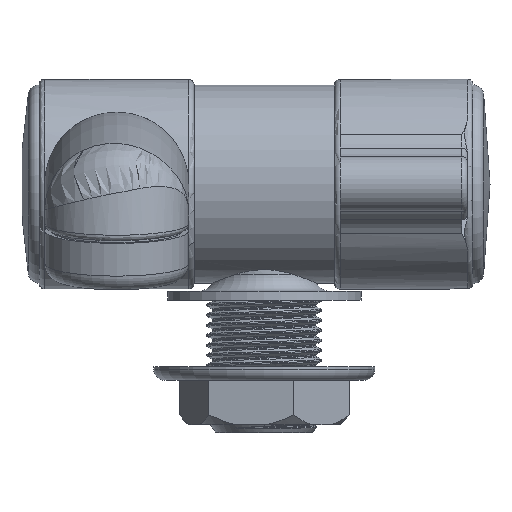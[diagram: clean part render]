
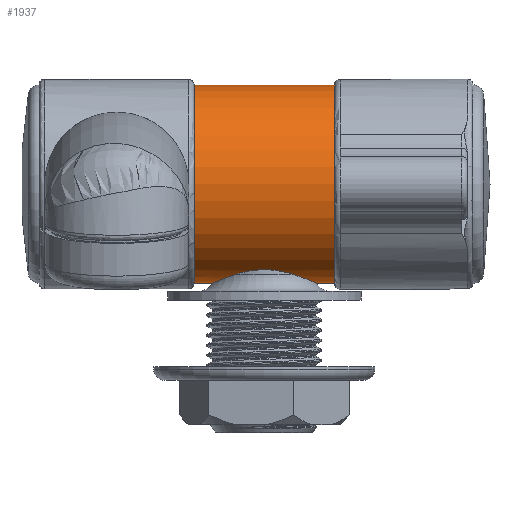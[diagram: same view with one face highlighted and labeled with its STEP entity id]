
A CAD part, front view. The second image highlights one B-rep face of the part: STEP entity #1937.
In plain terms, the highlighted cylindrical face has radius 17.9 mm (diameter 35.8 mm), a full revolution.
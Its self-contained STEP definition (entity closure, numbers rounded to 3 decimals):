
#136=FACE_BOUND('',#295,.T.);
#166=FACE_OUTER_BOUND('',#294,.T.);
#294=EDGE_LOOP('',(#1333,#1334,#1335,#1336));
#295=EDGE_LOOP('',(#1337,#1338,#1339,#1340,#1341));
#417=CIRCLE('',#2123,17.9);
#418=CIRCLE('',#2124,17.9);
#549=B_SPLINE_CURVE_WITH_KNOTS('',3,(#3732,#3733,#3734,#3735,#3736,#3737,
#3738,#3739,#3740,#3741),.UNSPECIFIED.,.F.,.F.,(4,2,2,2,4),(-1.723,
-1.425,-1.073,-0.93,-0.861),
 .UNSPECIFIED.);
#550=B_SPLINE_CURVE_WITH_KNOTS('',3,(#3743,#3744,#3745,#3746,#3747,#3748,
#3749,#3750,#3751,#3752),.UNSPECIFIED.,.F.,.F.,(4,2,2,2,4),(2.2,
2.422,2.768,3.115,3.337),
 .UNSPECIFIED.);
#551=B_SPLINE_CURVE_WITH_KNOTS('',3,(#3754,#3755,#3756,#3757,#3758,#3759,
#3760,#3761,#3762,#3763,#3764,#3765,#3766,#3767,#3768,#3769),
 .UNSPECIFIED.,.F.,.F.,(4,2,2,2,2,2,2,4),(-1.723,-1.425,
-1.073,-0.93,-0.828,-0.71,
-0.423,0.),.UNSPECIFIED.);
#552=B_SPLINE_CURVE_WITH_KNOTS('',3,(#3771,#3772,#3773,#3774,#3775,#3776,
#3777,#3778,#3779,#3780,#3781),.UNSPECIFIED.,.F.,.F.,(4,2,3,2,4),(-0.568,
-0.347,0.,0.347,0.568),.UNSPECIFIED.);
#553=B_SPLINE_CURVE_WITH_KNOTS('',3,(#3782,#3783,#3784,#3785,#3786,#3787,
#3788,#3789,#3790,#3791),.UNSPECIFIED.,.F.,.F.,(4,2,2,2,4),(-0.861,
-0.828,-0.71,-0.423,0.),
 .UNSPECIFIED.);
#635=LINE('',#3728,#713);
#713=VECTOR('',#2389,17.9);
#811=VERTEX_POINT('',#3725);
#812=VERTEX_POINT('',#3727);
#813=VERTEX_POINT('',#3730);
#814=VERTEX_POINT('',#3731);
#815=VERTEX_POINT('',#3742);
#816=VERTEX_POINT('',#3753);
#817=VERTEX_POINT('',#3770);
#1017=EDGE_CURVE('',#811,#811,#417,.T.);
#1018=EDGE_CURVE('',#811,#812,#635,.T.);
#1019=EDGE_CURVE('',#812,#812,#418,.T.);
#1020=EDGE_CURVE('',#813,#814,#549,.T.);
#1021=EDGE_CURVE('',#815,#813,#550,.T.);
#1022=EDGE_CURVE('',#816,#815,#551,.T.);
#1023=EDGE_CURVE('',#817,#816,#552,.T.);
#1024=EDGE_CURVE('',#814,#817,#553,.T.);
#1333=ORIENTED_EDGE('',*,*,#1017,.F.);
#1334=ORIENTED_EDGE('',*,*,#1018,.T.);
#1335=ORIENTED_EDGE('',*,*,#1019,.F.);
#1336=ORIENTED_EDGE('',*,*,#1018,.F.);
#1337=ORIENTED_EDGE('',*,*,#1020,.F.);
#1338=ORIENTED_EDGE('',*,*,#1021,.F.);
#1339=ORIENTED_EDGE('',*,*,#1022,.F.);
#1340=ORIENTED_EDGE('',*,*,#1023,.F.);
#1341=ORIENTED_EDGE('',*,*,#1024,.F.);
#1887=CYLINDRICAL_SURFACE('',#2122,17.9);
#1937=ADVANCED_FACE('',(#166,#136),#1887,.T.);
#2122=AXIS2_PLACEMENT_3D('',#3724,#2385,#2386);
#2123=AXIS2_PLACEMENT_3D('',#3726,#2387,#2388);
#2124=AXIS2_PLACEMENT_3D('',#3729,#2390,#2391);
#2385=DIRECTION('center_axis',(1.,0.,0.));
#2386=DIRECTION('ref_axis',(0.,1.,0.));
#2387=DIRECTION('center_axis',(1.,0.,0.));
#2388=DIRECTION('ref_axis',(0.,1.,0.));
#2389=DIRECTION('',(-1.,0.,0.));
#2390=DIRECTION('center_axis',(-1.,0.,0.));
#2391=DIRECTION('ref_axis',(0.,1.,0.));
#3724=CARTESIAN_POINT('Origin',(0.,0.,21.));
#3725=CARTESIAN_POINT('',(12.7,-17.9,21.));
#3726=CARTESIAN_POINT('Origin',(12.7,0.,21.));
#3727=CARTESIAN_POINT('',(-12.7,-17.9,21.));
#3728=CARTESIAN_POINT('',(0.,-17.9,21.));
#3729=CARTESIAN_POINT('Origin',(-12.7,0.,21.));
#3730=CARTESIAN_POINT('',(5.436,7.173,4.6));
#3731=CARTESIAN_POINT('',(9.402,0.,3.1));
#3732=CARTESIAN_POINT('Ctrl Pts',(5.436,7.173,4.6));
#3733=CARTESIAN_POINT('Ctrl Pts',(6.202,6.593,4.346));
#3734=CARTESIAN_POINT('Ctrl Pts',(6.905,5.907,4.084));
#3735=CARTESIAN_POINT('Ctrl Pts',(8.202,4.242,3.585));
#3736=CARTESIAN_POINT('Ctrl Pts',(8.77,3.212,3.354));
#3737=CARTESIAN_POINT('Ctrl Pts',(9.231,1.635,3.169));
#3738=CARTESIAN_POINT('Ctrl Pts',(9.323,1.167,3.132));
#3739=CARTESIAN_POINT('Ctrl Pts',(9.391,0.461,3.104));
#3740=CARTESIAN_POINT('Ctrl Pts',(9.402,0.23,3.1));
#3741=CARTESIAN_POINT('Ctrl Pts',(9.402,0.,
3.1));
#3742=CARTESIAN_POINT('',(-5.436,7.173,4.6));
#3743=CARTESIAN_POINT('Ctrl Pts',(-5.436,7.173,4.6));
#3744=CARTESIAN_POINT('Ctrl Pts',(-4.844,7.621,4.796));
#3745=CARTESIAN_POINT('Ctrl Pts',(-4.18,8.007,4.987));
#3746=CARTESIAN_POINT('Ctrl Pts',(-2.369,8.765,5.384));
#3747=CARTESIAN_POINT('Ctrl Pts',(-1.155,9.,5.527));
#3748=CARTESIAN_POINT('Ctrl Pts',(1.155,9.,5.527));
#3749=CARTESIAN_POINT('Ctrl Pts',(2.369,8.765,5.384));
#3750=CARTESIAN_POINT('Ctrl Pts',(4.18,8.007,4.987));
#3751=CARTESIAN_POINT('Ctrl Pts',(4.844,7.621,4.796));
#3752=CARTESIAN_POINT('Ctrl Pts',(5.436,7.173,4.6));
#3753=CARTESIAN_POINT('',(-5.436,-7.173,4.6));
#3754=CARTESIAN_POINT('Ctrl Pts',(-5.436,-7.173,4.6));
#3755=CARTESIAN_POINT('Ctrl Pts',(-6.202,-6.593,4.346));
#3756=CARTESIAN_POINT('Ctrl Pts',(-6.905,-5.907,4.084));
#3757=CARTESIAN_POINT('Ctrl Pts',(-8.202,-4.242,3.585));
#3758=CARTESIAN_POINT('Ctrl Pts',(-8.77,-3.212,3.354));
#3759=CARTESIAN_POINT('Ctrl Pts',(-9.231,-1.635,3.169));
#3760=CARTESIAN_POINT('Ctrl Pts',(-9.323,-1.167,3.132));
#3761=CARTESIAN_POINT('Ctrl Pts',(-9.401,-0.353,
3.1));
#3762=CARTESIAN_POINT('Ctrl Pts',(-9.41,-0.015,
3.097));
#3763=CARTESIAN_POINT('Ctrl Pts',(-9.377,0.719,3.11));
#3764=CARTESIAN_POINT('Ctrl Pts',(-9.327,1.111,3.13));
#3765=CARTESIAN_POINT('Ctrl Pts',(-9.052,2.432,3.241));
#3766=CARTESIAN_POINT('Ctrl Pts',(-8.685,3.312,3.39));
#3767=CARTESIAN_POINT('Ctrl Pts',(-7.494,5.305,3.861));
#3768=CARTESIAN_POINT('Ctrl Pts',(-6.523,6.349,4.24));
#3769=CARTESIAN_POINT('Ctrl Pts',(-5.436,7.173,4.6));
#3770=CARTESIAN_POINT('',(5.436,-7.173,4.6));
#3771=CARTESIAN_POINT('Ctrl Pts',(5.436,-7.173,4.6));
#3772=CARTESIAN_POINT('Ctrl Pts',(4.844,-7.621,4.796));
#3773=CARTESIAN_POINT('Ctrl Pts',(4.18,-8.007,4.987));
#3774=CARTESIAN_POINT('Ctrl Pts',(2.369,-8.765,5.384));
#3775=CARTESIAN_POINT('Ctrl Pts',(1.155,-9.,5.527));
#3776=CARTESIAN_POINT('Ctrl Pts',(0.,-9.,5.527));
#3777=CARTESIAN_POINT('Ctrl Pts',(-1.155,-9.,5.527));
#3778=CARTESIAN_POINT('Ctrl Pts',(-2.369,-8.765,5.384));
#3779=CARTESIAN_POINT('Ctrl Pts',(-4.18,-8.007,4.987));
#3780=CARTESIAN_POINT('Ctrl Pts',(-4.844,-7.621,4.796));
#3781=CARTESIAN_POINT('Ctrl Pts',(-5.436,-7.173,4.6));
#3782=CARTESIAN_POINT('Ctrl Pts',(9.402,0.,
3.1));
#3783=CARTESIAN_POINT('Ctrl Pts',(9.402,-0.108,3.1));
#3784=CARTESIAN_POINT('Ctrl Pts',(9.4,-0.215,3.101));
#3785=CARTESIAN_POINT('Ctrl Pts',(9.377,-0.719,3.11));
#3786=CARTESIAN_POINT('Ctrl Pts',(9.327,-1.111,3.13));
#3787=CARTESIAN_POINT('Ctrl Pts',(9.052,-2.432,3.241));
#3788=CARTESIAN_POINT('Ctrl Pts',(8.685,-3.312,3.39));
#3789=CARTESIAN_POINT('Ctrl Pts',(7.494,-5.305,3.861));
#3790=CARTESIAN_POINT('Ctrl Pts',(6.523,-6.349,4.24));
#3791=CARTESIAN_POINT('Ctrl Pts',(5.436,-7.173,4.6));
